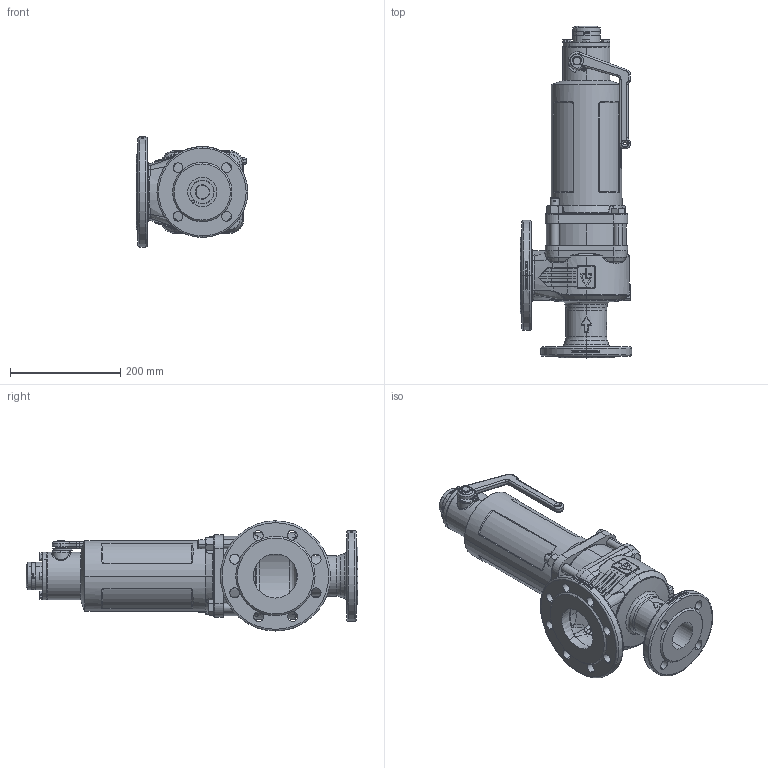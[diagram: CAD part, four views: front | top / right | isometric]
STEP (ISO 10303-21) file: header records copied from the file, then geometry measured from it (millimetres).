
FILE_DESCRIPTION (( 'STEP AP214' ), '1' );
FILE_NAME ('455TBGFL_50_FLFL_5080_MD.STEP', '2020-08-25T11:11:08', ( '' ), ( '' ), 'SwSTEP 2.0', 'SolidWorks 2020', '' );
FILE_SCHEMA (( 'AUTOMOTIVE_DESIGN' ));
Length unit declared in the file: millimetre
Products named in the file (1): 455TBGFL_50_FLFL_5080_MD
Bounding box: 202.5 x 603 x 200 mm (x, y, z)
Volume: 2783045 mm3; surface area: 732560.5 mm2
Topology: 23 solids, 23 shells, 2293 faces, 6153 edges, 4049 vertices
Faces by surface type: bspline 729, cylinder 586, plane 543, cone 258, torus 162, sphere 15
Entity records: 171800 total; most frequent: CARTESIAN_POINT 94355, ORIENTED_EDGE 12182, DIRECTION 8947, EDGE_CURVE 6091, VERTEX_POINT 4048, AXIS2_PLACEMENT_3D 3648, EDGE_LOOP 2587, UNCERTAINTY_MEASURE_WITH_UNIT 2309
